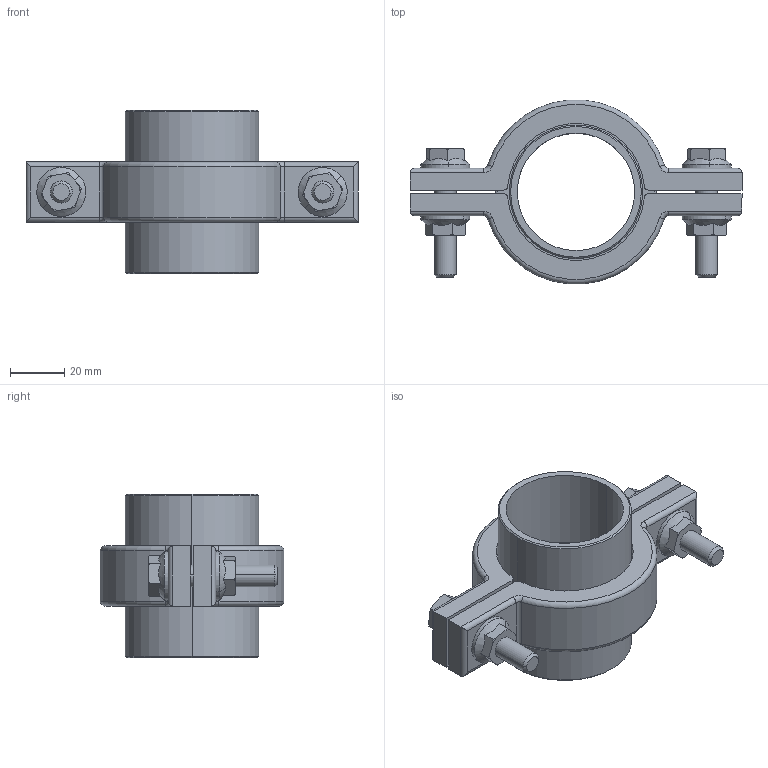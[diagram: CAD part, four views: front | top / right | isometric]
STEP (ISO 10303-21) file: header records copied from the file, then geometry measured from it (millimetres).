
FILE_DESCRIPTION (( 'STEP AP203' ), '1' );
FILE_NAME ('14-503-360_outokumpu.step', '2015-08-13T12:53:33', ( '' ), ( '' ), 'SwSTEP 2.0', 'SolidWorks 2008', '' );
FILE_SCHEMA (( 'CONFIG_CONTROL_DESIGN' ));
Length unit declared in the file: millimetre
Products named in the file (6): screw-fb0840a2_outokumpu_screw-fb0840a2_outokumpu; clamp-63-888-040_outokumpu_clamp-63-888-040_outokumpu; 14-503-360_outokumpu; o-ring-13-333-052_outokumpu_o-ring-13-333-052_outokumpu; nipple-63-555-060_outokumpu_nipple-63-555-060_outokumpu; nut-fn08a2_outokumpu_nut-fn08a2_outokumpu
Assembly tree (9 placements, depth 2):
  14-503-360_outokumpu
    screw-fb0840a2_outokumpu_screw-fb0840a2_outokumpu  x2
    nipple-63-555-060_outokumpu_nipple-63-555-060_outokumpu  x2
    o-ring-13-333-052_outokumpu_o-ring-13-333-052_outokumpu
    clamp-63-888-040_outokumpu_clamp-63-888-040_outokumpu  x2
    nut-fn08a2_outokumpu_nut-fn08a2_outokumpu  x2
Bounding box: 121.91 x 67.47 x 60 mm (x, y, z)
Volume: 87941.8 mm3; surface area: 51592.8 mm2
Topology: 9 solids, 9 shells, 214 faces, 504 edges, 312 vertices
Faces by surface type: cylinder 72, plane 62, cone 52, torus 28
Entity records: 4032 total; most frequent: CARTESIAN_POINT 753, DIRECTION 572, ORIENTED_EDGE 512, EDGE_CURVE 256, AXIS2_PLACEMENT_3D 237, VERTEX_POINT 158, EDGE_LOOP 120, CIRCLE 116
